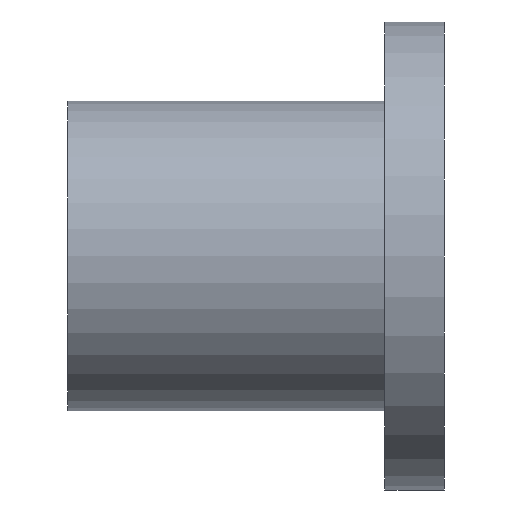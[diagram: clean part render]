
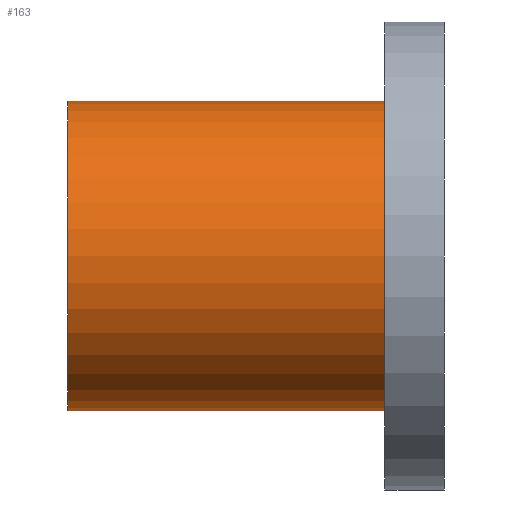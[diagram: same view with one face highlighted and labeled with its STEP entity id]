
A CAD part, front view. The second image highlights one B-rep face of the part: STEP entity #163.
In plain terms, the highlighted cylindrical face has radius 3.9 mm (diameter 7.8 mm), a partial arc.
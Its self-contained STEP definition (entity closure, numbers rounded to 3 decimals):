
#1 = EDGE_CURVE ( 'NONE', #244, #19, #239, .T. ) ;
#6 = CARTESIAN_POINT ( 'NONE',  ( 112.3, 22., 50.4 ) ) ;
#14 = VECTOR ( 'NONE', #147, 1000. ) ;
#19 = VERTEX_POINT ( 'NONE', #105 ) ;
#23 = CARTESIAN_POINT ( 'NONE',  ( 112.3, 22., 50.4 ) ) ;
#32 = CARTESIAN_POINT ( 'NONE',  ( 112.3, 22., 42.6 ) ) ;
#33 = ORIENTED_EDGE ( 'NONE', *, *, #196, .F. ) ;
#38 = DIRECTION ( 'NONE',  ( -1., 0., 0. ) ) ;
#45 = VECTOR ( 'NONE', #99, 1000. ) ;
#48 = AXIS2_PLACEMENT_3D ( 'NONE', #173, #115, #209 ) ;
#50 = DIRECTION ( 'NONE',  ( -1., 0., 0. ) ) ;
#58 = ORIENTED_EDGE ( 'NONE', *, *, #235, .F. ) ;
#64 = CARTESIAN_POINT ( 'NONE',  ( 112.3, 22., 42.6 ) ) ;
#72 = FACE_OUTER_BOUND ( 'NONE', #157, .T. ) ;
#75 = LINE ( 'NONE', #23, #14 ) ;
#76 = ORIENTED_EDGE ( 'NONE', *, *, #113, .T. ) ;
#95 = ORIENTED_EDGE ( 'NONE', *, *, #1, .T. ) ;
#96 = AXIS2_PLACEMENT_3D ( 'NONE', #228, #50, #164 ) ;
#99 = DIRECTION ( 'NONE',  ( 1., 0., 0. ) ) ;
#103 = CARTESIAN_POINT ( 'NONE',  ( 120.3, 22., 46.5 ) ) ;
#105 = CARTESIAN_POINT ( 'NONE',  ( 120.3, 22., 42.6 ) ) ;
#107 = AXIS2_PLACEMENT_3D ( 'NONE', #103, #38, #123 ) ;
#113 = EDGE_CURVE ( 'NONE', #19, #155, #179, .T. ) ;
#115 = DIRECTION ( 'NONE',  ( 1., 0., 0. ) ) ;
#123 = DIRECTION ( 'NONE',  ( 0., 0., 1. ) ) ;
#147 = DIRECTION ( 'NONE',  ( 1., 0., 0. ) ) ;
#155 = VERTEX_POINT ( 'NONE', #225 ) ;
#157 = EDGE_LOOP ( 'NONE', ( #58, #33, #95, #76 ) ) ;
#163 = ADVANCED_FACE ( 'NONE', ( #72 ), #231, .T. ) ;
#164 = DIRECTION ( 'NONE',  ( 0., 0., 1. ) ) ;
#173 = CARTESIAN_POINT ( 'NONE',  ( 112.3, 22., 46.5 ) ) ;
#179 = CIRCLE ( 'NONE', #107, 3.9 ) ;
#196 = EDGE_CURVE ( 'NONE', #244, #220, #200, .T. ) ;
#200 = CIRCLE ( 'NONE', #96, 3.9 ) ;
#209 = DIRECTION ( 'NONE',  ( 0., 0., -1. ) ) ;
#220 = VERTEX_POINT ( 'NONE', #6 ) ;
#225 = CARTESIAN_POINT ( 'NONE',  ( 120.3, 22., 50.4 ) ) ;
#228 = CARTESIAN_POINT ( 'NONE',  ( 112.3, 22., 46.5 ) ) ;
#231 = CYLINDRICAL_SURFACE ( 'NONE', #48, 3.9 ) ;
#235 = EDGE_CURVE ( 'NONE', #220, #155, #75, .T. ) ;
#239 = LINE ( 'NONE', #64, #45 ) ;
#244 = VERTEX_POINT ( 'NONE', #32 ) ;
